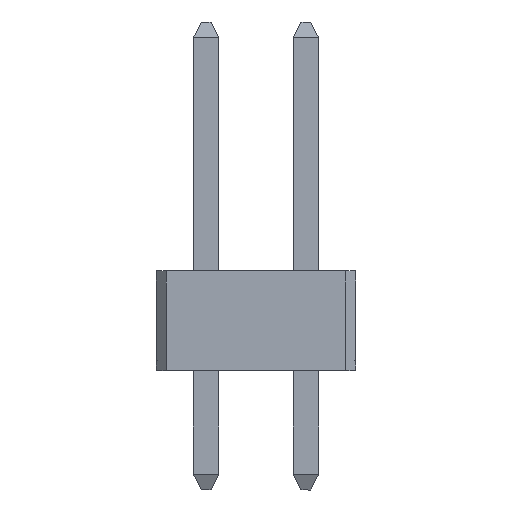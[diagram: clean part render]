
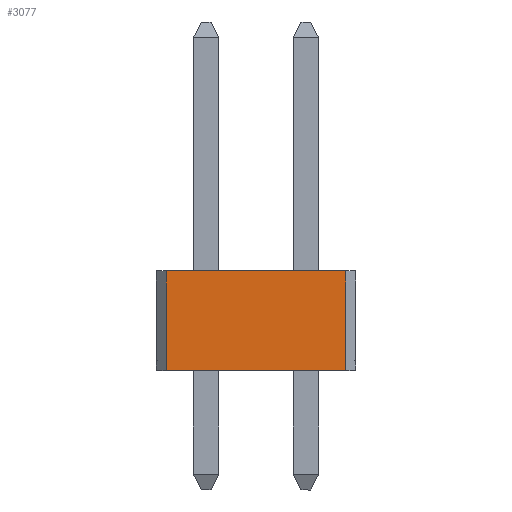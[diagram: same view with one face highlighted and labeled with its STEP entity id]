
A CAD part, left-side view. The second image highlights one B-rep face of the part: STEP entity #3077.
In plain terms, the highlighted planar face has unit normal (-1, 0, 0).
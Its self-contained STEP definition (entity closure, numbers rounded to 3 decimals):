
#42=FACE_OUTER_BOUND('',#230,.T.);
#230=EDGE_LOOP('',(#2015,#2016,#2017,#2018));
#435=LINE('',#4297,#865);
#460=LINE('',#4349,#890);
#461=LINE('',#4352,#891);
#462=LINE('',#4353,#892);
#865=VECTOR('',#3480,4.572);
#890=VECTOR('',#3515,2.54);
#891=VECTOR('',#3518,4.572);
#892=VECTOR('',#3519,2.54);
#1294=VERTEX_POINT('',#4294);
#1295=VERTEX_POINT('',#4296);
#1317=VERTEX_POINT('',#4347);
#1318=VERTEX_POINT('',#4351);
#1555=EDGE_CURVE('',#1295,#1294,#435,.T.);
#1580=EDGE_CURVE('',#1294,#1317,#460,.T.);
#1581=EDGE_CURVE('',#1318,#1317,#461,.T.);
#1582=EDGE_CURVE('',#1295,#1318,#462,.T.);
#2015=ORIENTED_EDGE('',*,*,#1555,.T.);
#2016=ORIENTED_EDGE('',*,*,#1580,.T.);
#2017=ORIENTED_EDGE('',*,*,#1581,.F.);
#2018=ORIENTED_EDGE('',*,*,#1582,.F.);
#2844=PLANE('',#3280);
#3077=ADVANCED_FACE('',(#42),#2844,.T.);
#3280=AXIS2_PLACEMENT_3D('',#4350,#3516,#3517);
#3480=DIRECTION('',(0.,0.,1.));
#3515=DIRECTION('',(0.,1.,0.));
#3516=DIRECTION('center_axis',(-1.,0.,0.));
#3517=DIRECTION('ref_axis',(0.,0.,1.));
#3518=DIRECTION('',(0.,0.,1.));
#3519=DIRECTION('',(0.,1.,0.));
#4294=CARTESIAN_POINT('',(-1.27,0.,2.286));
#4296=CARTESIAN_POINT('',(-1.27,0.,-2.286));
#4297=CARTESIAN_POINT('',(-1.27,0.,-2.286));
#4347=CARTESIAN_POINT('',(-1.27,2.54,2.286));
#4349=CARTESIAN_POINT('',(-1.27,0.,2.286));
#4350=CARTESIAN_POINT('Origin',(-1.27,0.,-2.286));
#4351=CARTESIAN_POINT('',(-1.27,2.54,-2.286));
#4352=CARTESIAN_POINT('',(-1.27,2.54,-2.286));
#4353=CARTESIAN_POINT('',(-1.27,0.,-2.286));
